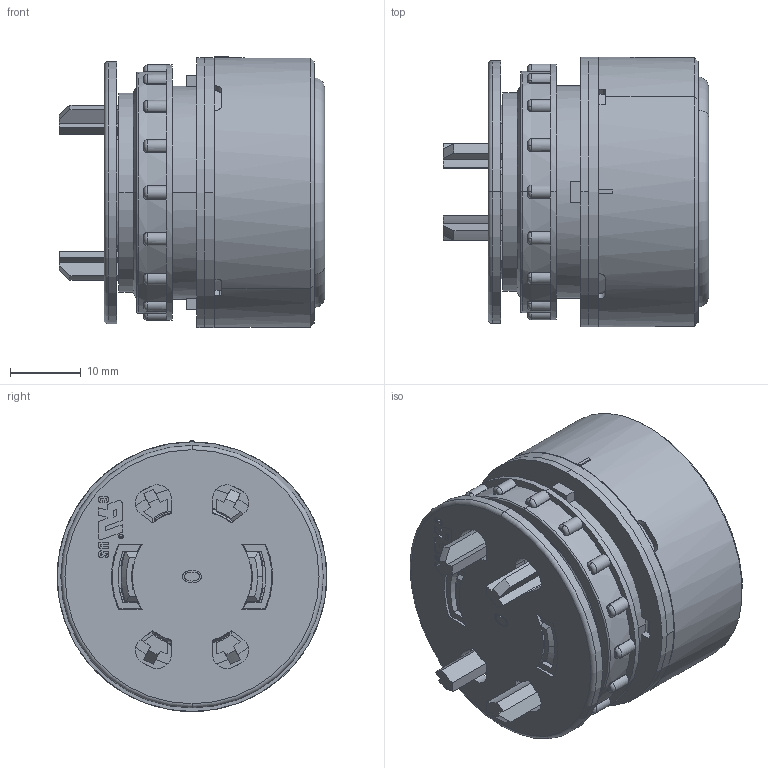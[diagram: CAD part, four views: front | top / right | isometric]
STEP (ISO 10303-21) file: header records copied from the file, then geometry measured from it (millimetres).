
FILE_DESCRIPTION (( 'STEP AP203' ), '1' );
FILE_NAME ('8602A0001-1.STEP', '2015-07-27T12:02:02', ( '' ), ( '' ), 'SwSTEP 2.0', 'SolidWorks 2015', '' );
FILE_SCHEMA (( 'CONFIG_CONTROL_DESIGN' ));
Length unit declared in the file: millimetre
Products named in the file (10): 86_029_01_15_0_86 029 22 15 0; 8602A0001-1; 86_029_01_51_0_Ohne Beschriftung; 86_029_07_95_0; 86_029_15_55_0_86_029_15_55_0; 86_029_01_55_0; 86_029_01_91_0; 86_029_07_84_0_PR-8602-t0007; 86_020_07_02_0; 86_029_01_80_0
Assembly tree (9 placements, depth 3):
  8602A0001-1
    86_020_07_02_0
      86_029_01_15_0_86 029 22 15 0
      86_029_01_80_0
      86_029_01_51_0_Ohne Beschriftung
      86_029_01_55_0
    86_029_15_55_0_86_029_15_55_0
    86_029_01_91_0
    86_029_07_84_0_PR-8602-t0007
    86_029_07_95_0
Bounding box: 37.4 x 38 x 38.2 mm (x, y, z)
Volume: 18356.4 mm3; surface area: 27017 mm2
Topology: 8 solids, 8 shells, 1490 faces, 4173 edges, 2727 vertices
Faces by surface type: plane 683, cylinder 490, torus 179, cone 91, bspline 43, sphere 4
Entity records: 56790 total; most frequent: CARTESIAN_POINT 17459, ORIENTED_EDGE 8342, DIRECTION 7841, EDGE_CURVE 4171, AXIS2_PLACEMENT_3D 2866, VERTEX_POINT 2727, VECTOR 2109, LINE 2109
